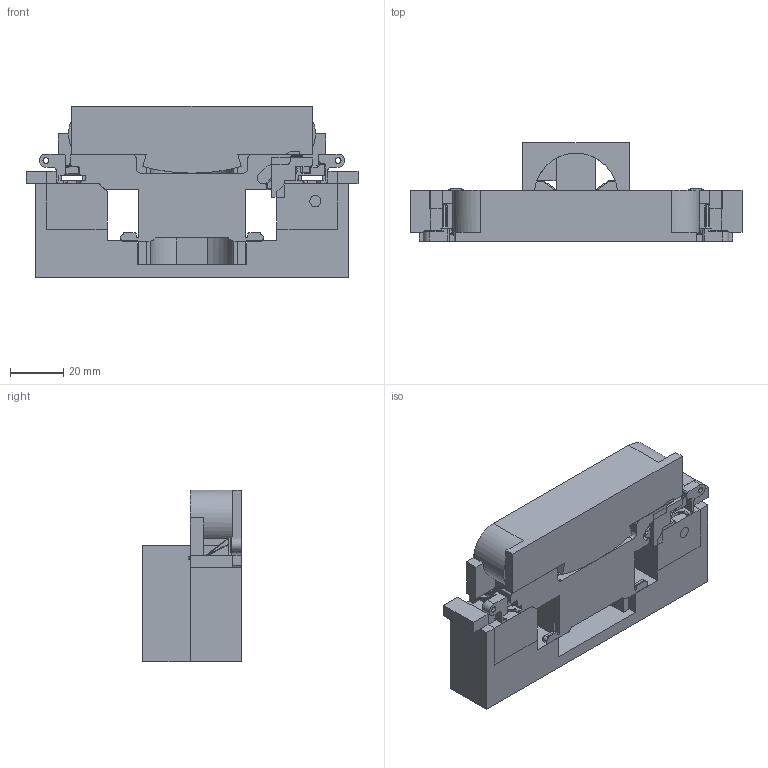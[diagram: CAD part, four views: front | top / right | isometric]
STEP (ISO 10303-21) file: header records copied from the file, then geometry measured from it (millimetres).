
FILE_DESCRIPTION (( 'STEP AP203' ), '1' );
FILE_NAME ('Rumble Pack Bracket - FIRES v10.STEP', '2020-09-21T18:01:26', ( '' ), ( '' ), 'SwSTEP 2.0', 'SolidWorks 2019', '' );
FILE_SCHEMA (( 'CONFIG_CONTROL_DESIGN' ));
Length unit declared in the file: millimetre
Products named in the file (1): Rumble Pack Bracket - FIRES v10
Bounding box: 125.15 x 37.23 x 64.8 mm (x, y, z)
Volume: 124026.4 mm3; surface area: 46157.6 mm2
Topology: 7 solids, 7 shells, 858 faces, 2224 edges, 1374 vertices
Faces by surface type: plane 473, cylinder 189, cone 131, bspline 54, torus 9, sphere 2
Entity records: 27830 total; most frequent: CARTESIAN_POINT 7229, ORIENTED_EDGE 4440, DIRECTION 4097, EDGE_CURVE 2220, LINE 1479, VECTOR 1479, VERTEX_POINT 1374, AXIS2_PLACEMENT_3D 1309
